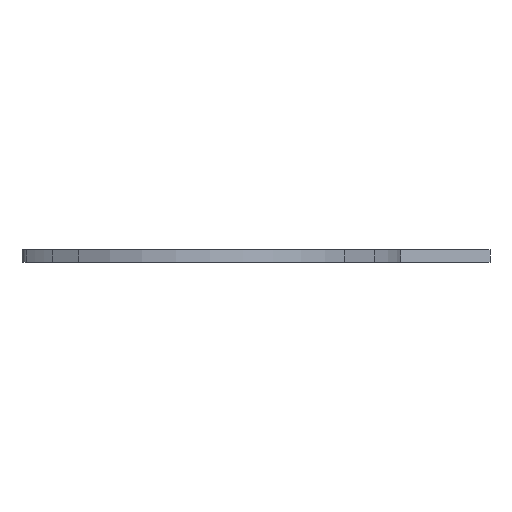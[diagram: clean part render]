
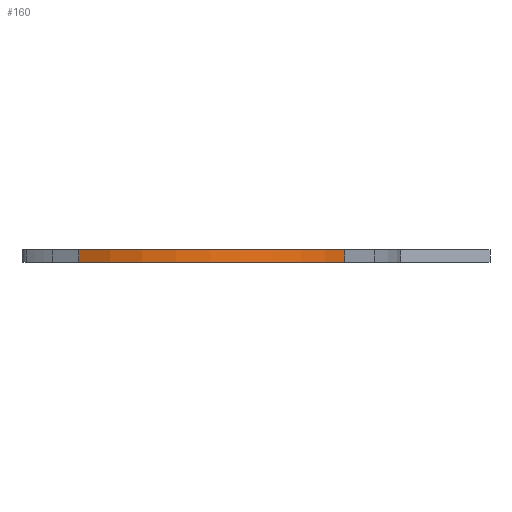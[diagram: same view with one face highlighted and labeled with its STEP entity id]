
A CAD part, left-side view. The second image highlights one B-rep face of the part: STEP entity #160.
In plain terms, the highlighted cylindrical face has radius 50.8 mm (diameter 101.6 mm), a partial arc.
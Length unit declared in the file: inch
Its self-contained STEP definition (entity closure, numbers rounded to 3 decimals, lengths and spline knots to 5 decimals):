
#2 = VERTEX_POINT ( 'NONE', #297 ) ;
#30 = DIRECTION ( 'NONE',  ( 1., 0., 0. ) ) ;
#54 = DIRECTION ( 'NONE',  ( 0., 0., 1. ) ) ;
#121 = VECTOR ( 'NONE', #54, 39.37008 ) ;
#160 = ADVANCED_FACE ( 'NONE', ( #471 ), #464, .T. ) ;
#204 = DIRECTION ( 'NONE',  ( 0., 0., 1. ) ) ;
#297 = CARTESIAN_POINT ( 'NONE',  ( -1.3374, -1.7779, -0.68236 ) ) ;
#406 = EDGE_LOOP ( 'NONE', ( #1669, #1134, #1965, #1928 ) ) ;
#440 = EDGE_CURVE ( 'NONE', #1310, #1214, #512, .T. ) ;
#464 = CYLINDRICAL_SURFACE ( 'NONE', #780, 2. ) ;
#470 = DIRECTION ( 'NONE',  ( 0., 0., -1. ) ) ;
#471 = FACE_OUTER_BOUND ( 'NONE', #406, .T. ) ;
#488 = CARTESIAN_POINT ( 'NONE',  ( -2.06945, 0.95415, -0.68236 ) ) ;
#512 = CIRCLE ( 'NONE', #1656, 2. ) ;
#642 = DIRECTION ( 'NONE',  ( 0., 0., 1. ) ) ;
#728 = DIRECTION ( 'NONE',  ( 0., 0., -1. ) ) ;
#763 = CIRCLE ( 'NONE', #766, 2. ) ;
#766 = AXIS2_PLACEMENT_3D ( 'NONE', #1722, #470, #1082 ) ;
#780 = AXIS2_PLACEMENT_3D ( 'NONE', #1557, #642, #30 ) ;
#866 = CARTESIAN_POINT ( 'NONE',  ( -0.3374, -0.04585, -0.55736 ) ) ;
#966 = CARTESIAN_POINT ( 'NONE',  ( -1.3374, -1.7779, -0.68236 ) ) ;
#980 = LINE ( 'NONE', #488, #121 ) ;
#1082 = DIRECTION ( 'NONE',  ( 1., 0., 0. ) ) ;
#1116 = LINE ( 'NONE', #966, #1255 ) ;
#1134 = ORIENTED_EDGE ( 'NONE', *, *, #1678, .F. ) ;
#1201 = CARTESIAN_POINT ( 'NONE',  ( -2.06945, 0.95415, -0.55736 ) ) ;
#1214 = VERTEX_POINT ( 'NONE', #1201 ) ;
#1255 = VECTOR ( 'NONE', #204, 39.37008 ) ;
#1310 = VERTEX_POINT ( 'NONE', #1914 ) ;
#1380 = VERTEX_POINT ( 'NONE', #1608 ) ;
#1557 = CARTESIAN_POINT ( 'NONE',  ( -0.3374, -0.04585, -0.68236 ) ) ;
#1598 = EDGE_CURVE ( 'NONE', #2, #1310, #1116, .T. ) ;
#1608 = CARTESIAN_POINT ( 'NONE',  ( -2.06945, 0.95415, -0.68236 ) ) ;
#1656 = AXIS2_PLACEMENT_3D ( 'NONE', #866, #728, #1800 ) ;
#1669 = ORIENTED_EDGE ( 'NONE', *, *, #440, .T. ) ;
#1678 = EDGE_CURVE ( 'NONE', #1380, #1214, #980, .T. ) ;
#1722 = CARTESIAN_POINT ( 'NONE',  ( -0.3374, -0.04585, -0.68236 ) ) ;
#1800 = DIRECTION ( 'NONE',  ( 1., 0., 0. ) ) ;
#1897 = EDGE_CURVE ( 'NONE', #2, #1380, #763, .T. ) ;
#1914 = CARTESIAN_POINT ( 'NONE',  ( -1.3374, -1.7779, -0.55736 ) ) ;
#1928 = ORIENTED_EDGE ( 'NONE', *, *, #1598, .T. ) ;
#1965 = ORIENTED_EDGE ( 'NONE', *, *, #1897, .F. ) ;
